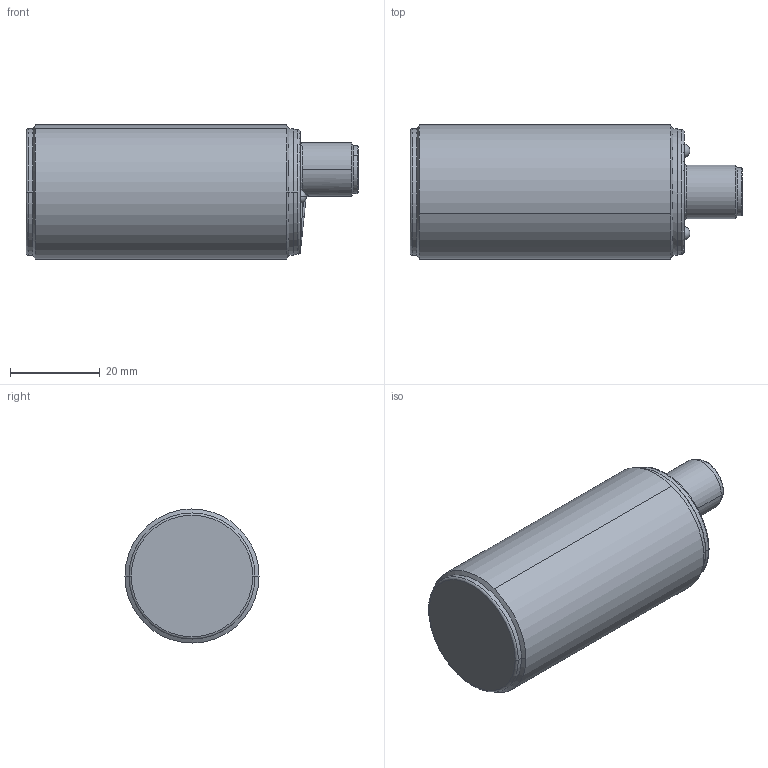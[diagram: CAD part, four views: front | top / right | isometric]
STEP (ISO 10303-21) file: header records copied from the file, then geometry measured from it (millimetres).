
FILE_DESCRIPTION((''),'2;1');
FILE_NAME('4-GEN-TRIPEL-SHIELD-M30-PLUG-FL_ASM','2014-09-29T',('msj'),(''),'PRO/ENGINEER BY PARAMETRIC TECHNOLOGY CORPORATION, 2009440','PRO/ENGINEER BY PARAMETRIC TECHNOLOGY CORPORATION, 2009440','');
FILE_SCHEMA(('CONFIG_CONTROL_DESIGN'));
Length unit declared in the file: millimetre
Products named in the file (4): 4-GEN-TRIPEL-SHIELD-M30-P-81800; 4-GEN-TRIPEL-SHIELD-M30-P-83190_ASM; _4-GEN-TRIPEL-SHIELD-M30-PLUG-F; 4-GEN-TRIPEL-SHIELD-M30-PLUG-FL_ASM
Assembly tree (3 placements, depth 3):
  4-GEN-TRIPEL-SHIELD-M30-PLUG-FL_ASM
    4-GEN-TRIPEL-SHIELD-M30-P-83190_ASM
      4-GEN-TRIPEL-SHIELD-M30-P-81800
    _4-GEN-TRIPEL-SHIELD-M30-PLUG-F
Bounding box: 73.9 x 29.85 x 29.85 mm (x, y, z)
Volume: 43210.1 mm3; surface area: 7951.8 mm2
Topology: 1 solids, 2 shells, 112 faces, 286 edges, 184 vertices
Faces by surface type: bspline 36, cylinder 29, plane 26, cone 11, torus 6, sphere 4
Entity records: 7348 total; most frequent: CARTESIAN_POINT 4672, ORIENTED_EDGE 564, DIRECTION 517, EDGE_CURVE 282, AXIS2_PLACEMENT_3D 224, VERTEX_POINT 184, CIRCLE 140, EDGE_LOOP 122
